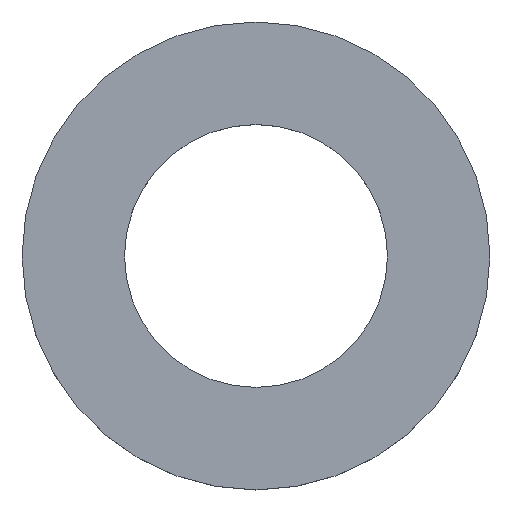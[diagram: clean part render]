
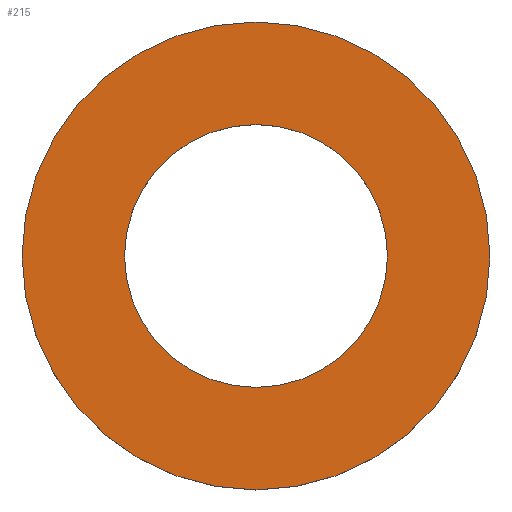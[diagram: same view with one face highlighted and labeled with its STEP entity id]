
A CAD part, top view. The second image highlights one B-rep face of the part: STEP entity #215.
In plain terms, the highlighted planar face has unit normal (0, 0, 1).
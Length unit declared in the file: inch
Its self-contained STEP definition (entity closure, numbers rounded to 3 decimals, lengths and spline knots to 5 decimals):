
#8 = AXIS2_PLACEMENT_3D ( 'NONE', #227, #140, #32 ) ;
#10 = CARTESIAN_POINT ( 'NONE',  ( 0., 0., 0.03175 ) ) ;
#12 = PLANE ( 'NONE',  #22 ) ;
#21 = ORIENTED_EDGE ( 'NONE', *, *, #23, .F. ) ;
#22 = AXIS2_PLACEMENT_3D ( 'NONE', #143, #160, #53 ) ;
#23 = EDGE_CURVE ( 'NONE', #197, #211, #185, .T. ) ;
#32 = DIRECTION ( 'NONE',  ( 1., 0., 0. ) ) ;
#33 = ORIENTED_EDGE ( 'NONE', *, *, #192, .T. ) ;
#35 = ORIENTED_EDGE ( 'NONE', *, *, #201, .T. ) ;
#45 = AXIS2_PLACEMENT_3D ( 'NONE', #10, #243, #136 ) ;
#52 = VERTEX_POINT ( 'NONE', #180 ) ;
#53 = DIRECTION ( 'NONE',  ( 1., 0., 0. ) ) ;
#57 = DIRECTION ( 'NONE',  ( 1., 0., 0. ) ) ;
#69 = EDGE_LOOP ( 'NONE', ( #35, #33 ) ) ;
#77 = AXIS2_PLACEMENT_3D ( 'NONE', #92, #114, #57 ) ;
#90 = FACE_BOUND ( 'NONE', #217, .T. ) ;
#92 = CARTESIAN_POINT ( 'NONE',  ( 0., 0., 0.03175 ) ) ;
#100 = VERTEX_POINT ( 'NONE', #177 ) ;
#108 = CARTESIAN_POINT ( 'NONE',  ( 0.1405, 0., 0.03175 ) ) ;
#114 = DIRECTION ( 'NONE',  ( 0., 0., 1. ) ) ;
#117 = CIRCLE ( 'NONE', #77, 0.1405 ) ;
#136 = DIRECTION ( 'NONE',  ( 1., 0., 0. ) ) ;
#140 = DIRECTION ( 'NONE',  ( 0., 0., 1. ) ) ;
#143 = CARTESIAN_POINT ( 'NONE',  ( 0., 0., 0.03175 ) ) ;
#144 = DIRECTION ( 'NONE',  ( 0., 0., 1. ) ) ;
#153 = CIRCLE ( 'NONE', #8, 0.25 ) ;
#160 = DIRECTION ( 'NONE',  ( 0., 0., 1. ) ) ;
#162 = DIRECTION ( 'NONE',  ( 1., 0., 0. ) ) ;
#177 = CARTESIAN_POINT ( 'NONE',  ( 0.25, 0., 0.03175 ) ) ;
#180 = CARTESIAN_POINT ( 'NONE',  ( -0.25, 0., 0.03175 ) ) ;
#185 = CIRCLE ( 'NONE', #45, 0.1405 ) ;
#186 = CARTESIAN_POINT ( 'NONE',  ( -0.1405, 0., 0.03175 ) ) ;
#192 = EDGE_CURVE ( 'NONE', #100, #52, #221, .T. ) ;
#197 = VERTEX_POINT ( 'NONE', #108 ) ;
#201 = EDGE_CURVE ( 'NONE', #52, #100, #153, .T. ) ;
#208 = CARTESIAN_POINT ( 'NONE',  ( 0., 0., 0.03175 ) ) ;
#211 = VERTEX_POINT ( 'NONE', #186 ) ;
#215 = ADVANCED_FACE ( 'NONE', ( #223, #90 ), #12, .T. ) ;
#217 = EDGE_LOOP ( 'NONE', ( #249, #21 ) ) ;
#221 = CIRCLE ( 'NONE', #244, 0.25 ) ;
#223 = FACE_OUTER_BOUND ( 'NONE', #69, .T. ) ;
#227 = CARTESIAN_POINT ( 'NONE',  ( 0., 0., 0.03175 ) ) ;
#243 = DIRECTION ( 'NONE',  ( 0., 0., 1. ) ) ;
#244 = AXIS2_PLACEMENT_3D ( 'NONE', #208, #144, #162 ) ;
#249 = ORIENTED_EDGE ( 'NONE', *, *, #251, .F. ) ;
#251 = EDGE_CURVE ( 'NONE', #211, #197, #117, .T. ) ;
